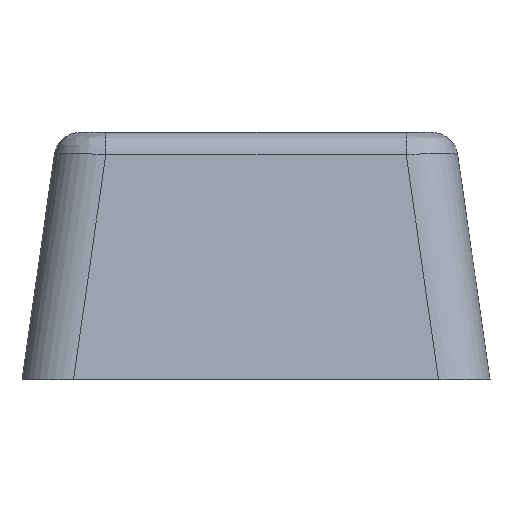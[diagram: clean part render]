
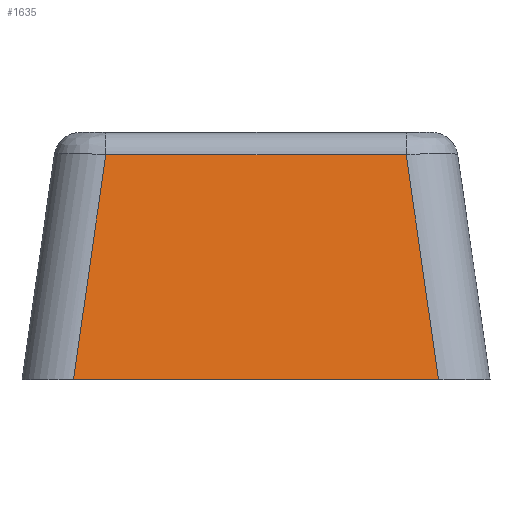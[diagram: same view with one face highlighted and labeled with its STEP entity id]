
A CAD part, left-side view. The second image highlights one B-rep face of the part: STEP entity #1635.
In plain terms, the highlighted planar face has unit normal (-0.99, 0, 0.142).
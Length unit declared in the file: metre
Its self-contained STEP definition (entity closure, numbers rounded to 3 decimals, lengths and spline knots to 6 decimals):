
#94=LINE('',#2438,#304);
#101=LINE('',#2466,#311);
#102=LINE('',#2468,#312);
#103=LINE('',#2470,#313);
#304=VECTOR('',#1938,1.);
#311=VECTOR('',#1961,1.);
#312=VECTOR('',#1962,1.);
#313=VECTOR('',#1963,1.);
#538=ORIENTED_EDGE('',*,*,#1004,.T.);
#539=ORIENTED_EDGE('',*,*,#1018,.T.);
#540=ORIENTED_EDGE('',*,*,#1019,.T.);
#541=ORIENTED_EDGE('',*,*,#1020,.T.);
#1004=EDGE_CURVE('',#1245,#1244,#94,.T.);
#1018=EDGE_CURVE('',#1244,#1258,#101,.T.);
#1019=EDGE_CURVE('',#1258,#1259,#102,.F.);
#1020=EDGE_CURVE('',#1259,#1245,#103,.F.);
#1244=VERTEX_POINT('',#2437);
#1245=VERTEX_POINT('',#2439);
#1258=VERTEX_POINT('',#2467);
#1259=VERTEX_POINT('',#2469);
#1366=EDGE_LOOP('',(#538,#539,#540,#541));
#1466=FACE_BOUND('',#1366,.T.);
#1560=PLANE('',#1757);
#1635=ADVANCED_FACE('',(#1466),#1560,.T.);
#1757=AXIS2_PLACEMENT_3D('',#2465,#1959,#1960);
#1938=DIRECTION('',(0.,-1.,0.));
#1959=DIRECTION('',(-0.99,0.,0.142));
#1960=DIRECTION('',(0.142,0.,0.99));
#1961=DIRECTION('',(0.141,0.141,0.98));
#1962=DIRECTION('',(0.,-1.,0.));
#1963=DIRECTION('',(0.141,-0.141,0.98));
#2437=CARTESIAN_POINT('',(0.1125,-0.03602,0.));
#2438=CARTESIAN_POINT('',(0.1125,-0.029,0.));
#2439=CARTESIAN_POINT('',(0.1125,-0.02198,0.));
#2465=CARTESIAN_POINT('',(0.1125,-0.038,0.));
#2466=CARTESIAN_POINT('',(0.112461,-0.03606,-0.000273));
#2467=CARTESIAN_POINT('',(0.113743,-0.034777,0.008642));
#2468=CARTESIAN_POINT('',(0.113743,-0.038,0.008642));
#2469=CARTESIAN_POINT('',(0.113743,-0.023223,0.008642));
#2470=CARTESIAN_POINT('',(0.112818,-0.022298,0.002213));
